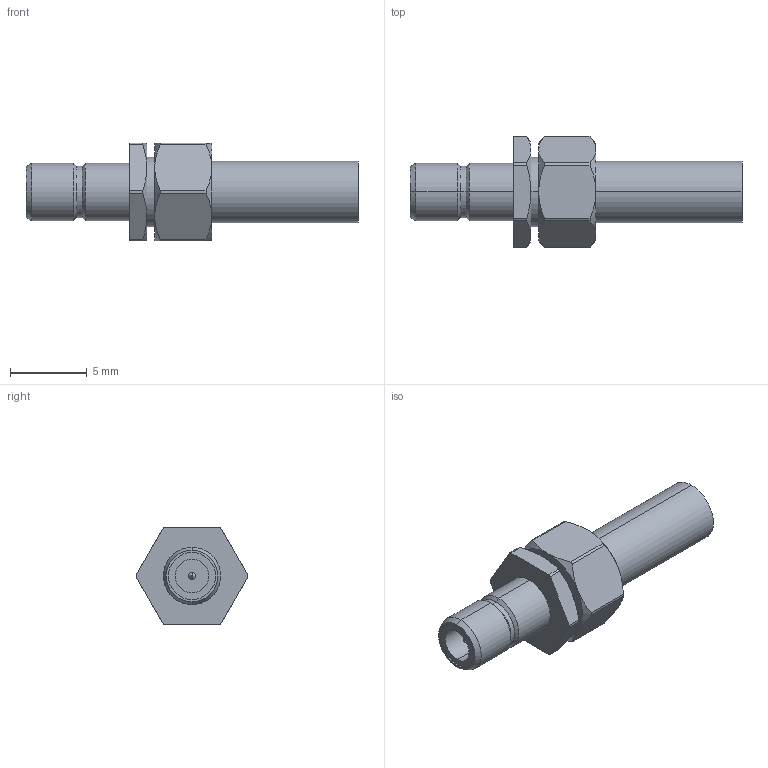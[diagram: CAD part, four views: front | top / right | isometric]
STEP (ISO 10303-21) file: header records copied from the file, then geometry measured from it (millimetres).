
FILE_DESCRIPTION (( 'STEP AP203' ), '1' );
FILE_NAME ('pe4096.step', '2018-07-20T18:12:35', ( '' ), ( '' ), 'SwSTEP 2.0', 'SolidWorks 2017', '' );
FILE_SCHEMA (( 'CONFIG_CONTROL_DESIGN' ));
Length unit declared in the file: inch
Products named in the file (1): pe4096
Bounding box: 21.57 x 7.24 x 6.35 mm (x, y, z)
Volume: 295.9 mm3; surface area: 604.8 mm2
Topology: 1 solids, 1 shells, 86 faces, 190 edges, 116 vertices
Faces by surface type: cylinder 34, cone 28, plane 24
Entity records: 2573 total; most frequent: CARTESIAN_POINT 589, DIRECTION 420, ORIENTED_EDGE 380, EDGE_CURVE 190, AXIS2_PLACEMENT_3D 179, VERTEX_POINT 116, EDGE_LOOP 96, CIRCLE 92
